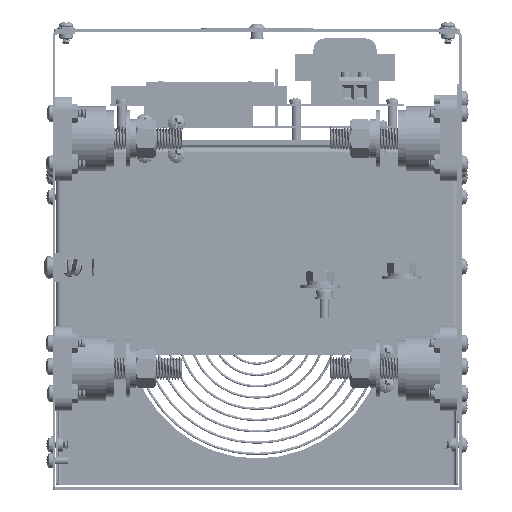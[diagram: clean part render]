
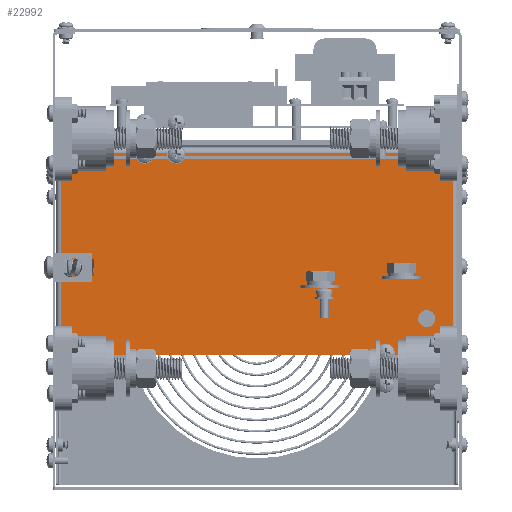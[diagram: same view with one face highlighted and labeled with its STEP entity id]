
A CAD part, left-side view. The second image highlights one B-rep face of the part: STEP entity #22992.
In plain terms, the highlighted face is planar.
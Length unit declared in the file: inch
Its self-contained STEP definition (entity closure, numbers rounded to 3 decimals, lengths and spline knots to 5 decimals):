
#762 = CARTESIAN_POINT ( 'NONE',  ( 0., 0., 0. ) ) ;
#5003 = CARTESIAN_POINT ( 'NONE',  ( 0., 0., 0. ) ) ;
#11286 = CARTESIAN_POINT ( 'NONE',  ( 0.12, 0., 0. ) ) ;
#11352 = DIRECTION ( 'NONE',  ( 0., 1., 0. ) ) ;
#13439 = LINE ( 'NONE', #185687, #141911 ) ;
#22992 = ADVANCED_FACE ( 'NONE', ( #73208, #44992 ), #58165, .F. ) ;
#30382 = DIRECTION ( 'NONE',  ( 1., 0., 0. ) ) ;
#32331 = LINE ( 'NONE', #5003, #75377 ) ;
#40895 = EDGE_LOOP ( 'NONE', ( #61293, #129691 ) ) ;
#42296 = EDGE_CURVE ( 'NONE', #151106, #161743, #13439, .T. ) ;
#44992 = FACE_OUTER_BOUND ( 'NONE', #73136, .T. ) ;
#45816 = CARTESIAN_POINT ( 'NONE',  ( 8.225, 0.8, 0. ) ) ;
#47094 = ORIENTED_EDGE ( 'NONE', *, *, #50912, .T. ) ;
#47709 = ORIENTED_EDGE ( 'NONE', *, *, #169293, .T. ) ;
#50912 = EDGE_CURVE ( 'NONE', #161743, #180920, #98329, .T. ) ;
#54886 = DIRECTION ( 'NONE',  ( -1., 0., 0. ) ) ;
#56128 = EDGE_CURVE ( 'NONE', #141515, #177098, #77884, .T. ) ;
#58165 = PLANE ( 'NONE',  #112560 ) ;
#61293 = ORIENTED_EDGE ( 'NONE', *, *, #77220, .F. ) ;
#61589 = VECTOR ( 'NONE', #124721, 39.37008 ) ;
#73136 = EDGE_LOOP ( 'NONE', ( #47094, #47709, #88590, #94241 ) ) ;
#73208 = FACE_BOUND ( 'NONE', #40895, .T. ) ;
#75377 = VECTOR ( 'NONE', #147153, 39.37008 ) ;
#77220 = EDGE_CURVE ( 'NONE', #177098, #141515, #178724, .T. ) ;
#77884 = CIRCLE ( 'NONE', #180169, 0.1875 ) ;
#82517 = CARTESIAN_POINT ( 'NONE',  ( 8.805, 4.48, 0. ) ) ;
#85325 = CARTESIAN_POINT ( 'NONE',  ( 8.0375, 0.8, 0. ) ) ;
#88259 = DIRECTION ( 'NONE',  ( 0., 0., -1. ) ) ;
#88590 = ORIENTED_EDGE ( 'NONE', *, *, #149324, .T. ) ;
#94241 = ORIENTED_EDGE ( 'NONE', *, *, #42296, .T. ) ;
#98329 = LINE ( 'NONE', #152959, #61589 ) ;
#101486 = DIRECTION ( 'NONE',  ( -1., 0., 0. ) ) ;
#101677 = LINE ( 'NONE', #159091, #133279 ) ;
#106572 = AXIS2_PLACEMENT_3D ( 'NONE', #45816, #172922, #176631 ) ;
#107095 = CARTESIAN_POINT ( 'NONE',  ( 0.12, 4.48, 0. ) ) ;
#112560 = AXIS2_PLACEMENT_3D ( 'NONE', #762, #88259, #101486 ) ;
#115147 = CARTESIAN_POINT ( 'NONE',  ( 8.225, 0.8, 0. ) ) ;
#124721 = DIRECTION ( 'NONE',  ( 0., -1., 0. ) ) ;
#129691 = ORIENTED_EDGE ( 'NONE', *, *, #56128, .F. ) ;
#133279 = VECTOR ( 'NONE', #11352, 39.37008 ) ;
#141515 = VERTEX_POINT ( 'NONE', #85325 ) ;
#141911 = VECTOR ( 'NONE', #54886, 39.37008 ) ;
#147153 = DIRECTION ( 'NONE',  ( 1., 0., 0. ) ) ;
#149324 = EDGE_CURVE ( 'NONE', #152882, #151106, #101677, .T. ) ;
#151106 = VERTEX_POINT ( 'NONE', #82517 ) ;
#151756 = CARTESIAN_POINT ( 'NONE',  ( 8.4125, 0.8, 0. ) ) ;
#152882 = VERTEX_POINT ( 'NONE', #183549 ) ;
#152959 = CARTESIAN_POINT ( 'NONE',  ( 0.12, 4.48, 0. ) ) ;
#159091 = CARTESIAN_POINT ( 'NONE',  ( 8.805, 0., 0. ) ) ;
#161743 = VERTEX_POINT ( 'NONE', #107095 ) ;
#169293 = EDGE_CURVE ( 'NONE', #180920, #152882, #32331, .T. ) ;
#171606 = DIRECTION ( 'NONE',  ( 0., 0., 1. ) ) ;
#172922 = DIRECTION ( 'NONE',  ( 0., 0., 1. ) ) ;
#176631 = DIRECTION ( 'NONE',  ( 1., 0., 0. ) ) ;
#177098 = VERTEX_POINT ( 'NONE', #151756 ) ;
#178724 = CIRCLE ( 'NONE', #106572, 0.1875 ) ;
#180169 = AXIS2_PLACEMENT_3D ( 'NONE', #115147, #171606, #30382 ) ;
#180920 = VERTEX_POINT ( 'NONE', #11286 ) ;
#183549 = CARTESIAN_POINT ( 'NONE',  ( 8.805, 0., 0. ) ) ;
#185687 = CARTESIAN_POINT ( 'NONE',  ( 8.925, 4.48, 0. ) ) ;
